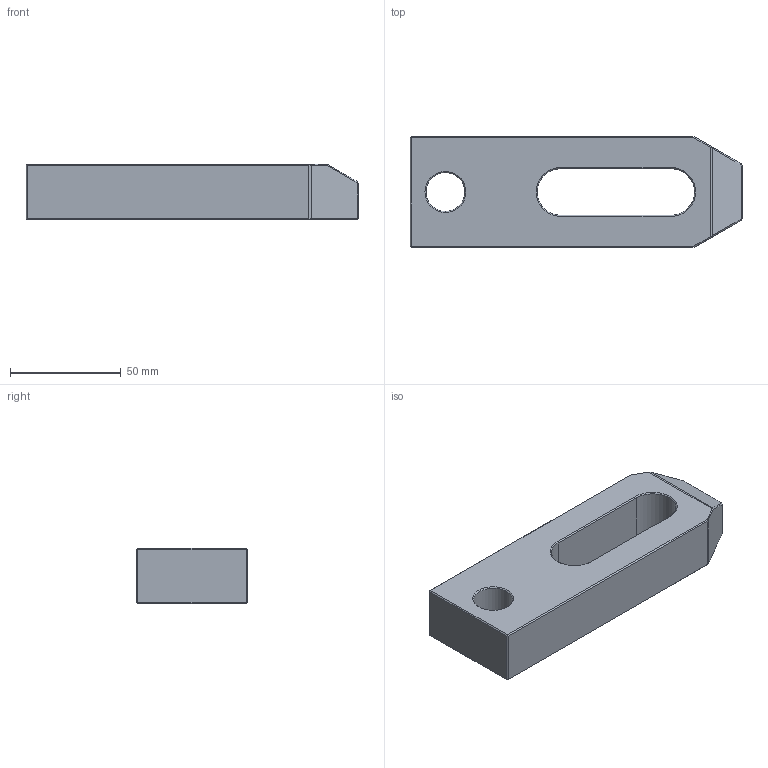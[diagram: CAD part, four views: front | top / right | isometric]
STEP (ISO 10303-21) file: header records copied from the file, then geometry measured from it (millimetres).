
FILE_DESCRIPTION( ( 'Unknown' ), '1' );
FILE_NAME( 'CP06-20150.stp', 'Unknown', ( 'Unknown' ), ( 'Unknown' ), 'XStep 1.0', 'Unknown', ' ' );
FILE_SCHEMA( ( 'CONFIG_CONTROL_DESIGN' ) );
Length unit declared in the file: millimetre
Products named in the file (1): 1
Bounding box: 150 x 50 x 25 mm (x, y, z)
Volume: 137964.9 mm3; surface area: 25625.1 mm2
Topology: 1 solids, 1 shells, 45 faces, 119 edges, 76 vertices
Faces by surface type: plane 36, cone 6, cylinder 3
Full cylindrical faces by diameter (mm): 17.5 x1
Entity records: 1402 total; most frequent: CARTESIAN_POINT 238, ORIENTED_EDGE 232, DIRECTION 220, EDGE_CURVE 116, LINE 104, VECTOR 104, VERTEX_POINT 76, AXIS2_PLACEMENT_3D 58
